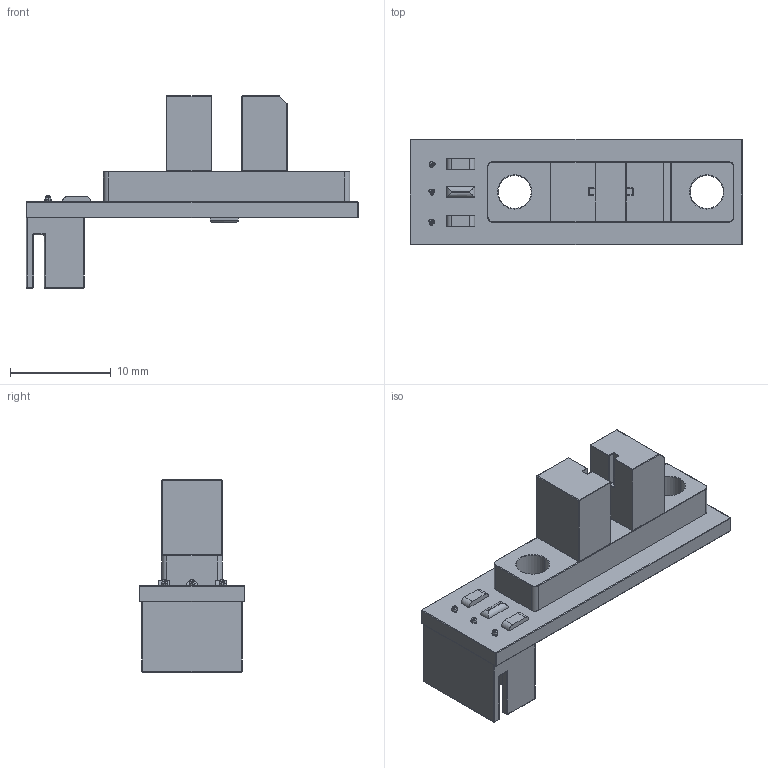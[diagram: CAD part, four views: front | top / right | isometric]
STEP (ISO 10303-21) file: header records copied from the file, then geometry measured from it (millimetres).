
FILE_DESCRIPTION (( 'STEP AP214' ), '1' );
FILE_NAME ('Optical Switch.STEP', '2018-05-15T12:31:18', ( '' ), ( '' ), 'SwSTEP 2.0', 'SolidWorks 2018', '' );
FILE_SCHEMA (( 'AUTOMOTIVE_DESIGN' ));
Length unit declared in the file: millimetre
Products named in the file (1): Optical Switch
Bounding box: 33 x 10.5 x 19.1 mm (x, y, z)
Volume: 1530.6 mm3; surface area: 2292.7 mm2
Topology: 16 solids, 16 shells, 426 faces, 936 edges, 469 vertices
Faces by surface type: cylinder 199, plane 102, sphere 91, torus 34
Entity records: 11014 total; most frequent: DIRECTION 2123, CARTESIAN_POINT 1795, ORIENTED_EDGE 1714, EDGE_CURVE 857, AXIS2_PLACEMENT_3D 855, VERTEX_POINT 463, EDGE_LOOP 434, CIRCLE 428
